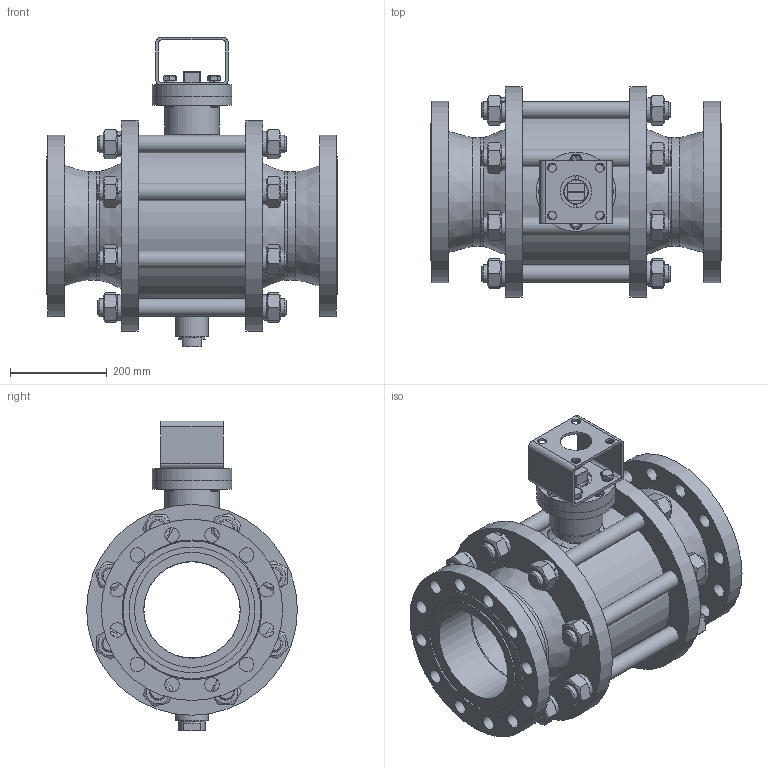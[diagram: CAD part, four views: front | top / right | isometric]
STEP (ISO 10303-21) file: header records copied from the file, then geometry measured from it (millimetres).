
FILE_DESCRIPTION((''),'2;1');
FILE_NAME('ФБ39 211 200 000.stp','2015-05-13T09:30:17',('��������'),(''),'Autodesk Inventor 2013','Autodesk Inventor 2013','');
FILE_SCHEMA(('AUTOMOTIVE_DESIGN { 1 0 10303 214 1 1 1 1 }'));
Length unit declared in the file: millimetre
Products named in the file (44): ФБ39 211 200 000; ФБ39 211 200 010; ФБ39 211 200 010_Сварные швы; ФБ39 211 200 012; ФБ39 211 200 013; ФБ39 211 200 011; ФБ39 211 200 020; ФБ39 211 200 020_Сварные швы; ФБ39 210 200 021; ФБ39 210 200 022; ФБ39 211 200 002; ФБ39 211 200 030; ФБ39 211 200 031; Втулка 30Н8-40; ФБ39 211 200 040; ФБ39 211 200 041; Втулка 50Н8-38; ФБ39 211 200 005; Кольцо 4 ГОСТ 9833-73 050-056-36; ФБ39 211 200 004; ФБ39 211 200 026; ФБ39 211 200 027; ФБ39 211 200 028; ФБ39 211 200 034; ФБ39 211 200 029; ФБ39 211 200 050; ФБ39 211 200 051; Втулка 50Н8-18; ФБ39 211 200 019; ФБ39 211 200 007; ФБ39 211 200 008; ФБ39 211 200 025; Кольцо 4 ГОСТ 9833-73 210-220-58; ФБ39 211 200 001; ФБ39.315.150.075; ФБ39.315.150.076; Шайба ГОСТ 6402-70 16 N; Винт ГОСТ 11738-84 M 16x25; ФБ39 211 200 009; Гайка ГОСТ 5915-70 M36 ...
Assembly tree (101 placements, depth 3):
  ФБ39 211 200 000
    ФБ39 211 200 010
      ФБ39 211 200 010_Сварные швы
      ФБ39 211 200 012
      ФБ39 211 200 013
      ФБ39 211 200 011
    ФБ39 211 200 020  x2
      ФБ39 211 200 020_Сварные швы
      ФБ39 210 200 021
      ФБ39 210 200 022
    ФБ39 211 200 002  x2
    ФБ39 211 200 030
      ФБ39 211 200 031
      Втулка 30Н8-40
    ФБ39 211 200 040
      ФБ39 211 200 041
      Втулка 50Н8-38
    ФБ39 211 200 005
    Кольцо 4 ГОСТ 9833-73 050-056-36
    ФБ39 211 200 004
    ФБ39 211 200 026
    ФБ39 211 200 027
    ФБ39 211 200 028  x4
    ФБ39 211 200 034
    ФБ39 211 200 029
    ФБ39 211 200 050
      ФБ39 211 200 051
      Втулка 50Н8-18
    ФБ39 211 200 019
    ФБ39 211 200 007
    ФБ39 211 200 008
    ФБ39 211 200 025  x2
    Кольцо 4 ГОСТ 9833-73 210-220-58  x2
    ФБ39 211 200 001  x2
    ФБ39.315.150.075
    ФБ39.315.150.076
    Шайба ГОСТ 6402-70 16 N  x8
    Винт ГОСТ 11738-84 M 16x25  x4
    ФБ39 211 200 009  x8
    Гайка ГОСТ 5915-70 M36  x16
    Шайба ГОСТ 6402-70 36 N  x16
    ФБ39 140 025 001
    ФБ39 211 200 016
    Болт ГОСТ 7798-70 M16-6g×55(S24)  x4
Bounding box: 600 x 436 x 641 mm (x, y, z)
Volume: 30627499.7 mm3; surface area: 3696857 mm2
Topology: 99 solids, 99 shells, 1017 faces, 2252 edges, 1467 vertices
Faces by surface type: plane 487, cylinder 311, cone 185, torus 21, bspline 12, sphere 1
Full cylindrical faces by diameter (mm): 6.647 x1, 13.835 x8, 16 x8, 17 x4, 18 x12, 24 x4, 26 x4, 30 x30, 31.67 x16, 36 x8, 39 x16, 40 x2, 41 x1, 42 x3, 42.835 x1, 45 x6, 50 x12, 51 x6, 52 x2, 54 x1, 55 x4, 56 x3, 60 x3, 62 x2, 64 x9, 66 x2, 68 x4, 69.835 x1, 71 x2, 72 x1
Entity records: 15085 total; most frequent: CARTESIAN_POINT 3721, DIRECTION 2358, ORIENTED_EDGE 1514, AXIS2_PLACEMENT_3D 1084, EDGE_LOOP 896, EDGE_CURVE 757, VERTEX_POINT 625, FACE_OUTER_BOUND 472
